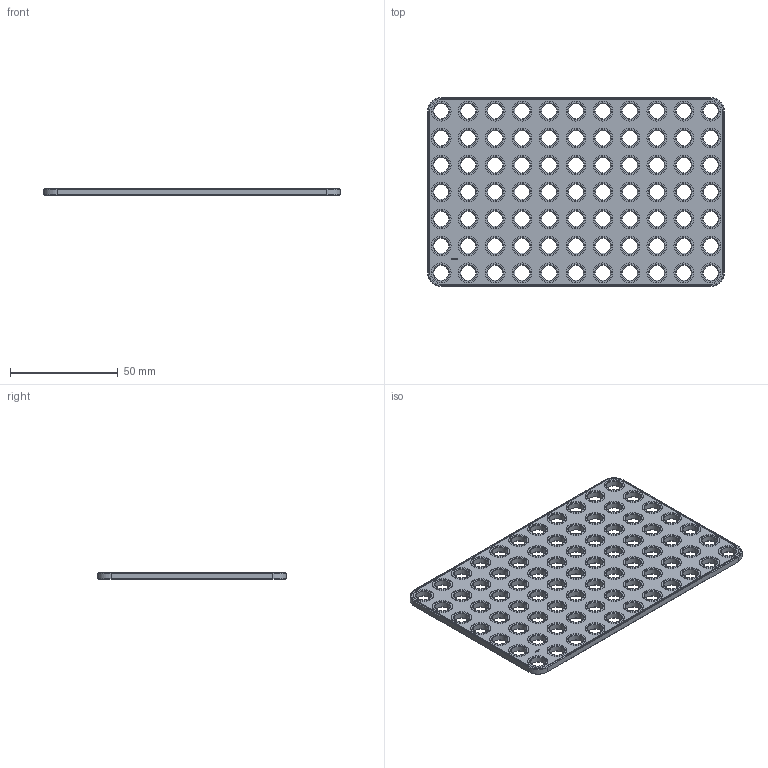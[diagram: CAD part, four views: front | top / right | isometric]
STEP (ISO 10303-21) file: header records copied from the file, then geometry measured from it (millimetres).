
FILE_DESCRIPTION(('FreeCAD Model'),'2;1');
FILE_NAME('Open CASCADE Shape Model','2024-10-08T18:21:46',(''),(''), 'Open CASCADE STEP processor 7.7','FreeCAD','Unknown');
FILE_SCHEMA(('AUTOMOTIVE_DESIGN { 1 0 10303 214 1 1 1 1 }'));
Length unit declared in the file: millimetre
Products named in the file (1): Plate RCT CRNR BU11x07x00.25 - SPN-PLT-0126 (stemfie.org)
Bounding box: 137.5 x 87.5 x 3.12 mm (x, y, z)
Volume: 26730.4 mm3; surface area: 24534.3 mm2
Topology: 1 solids, 1 shells, 871 faces, 2110 edges, 1350 vertices
Faces by surface type: plane 403, cylinder 162, cone 162, extrusion 144
Full cylindrical faces by diameter (mm): 7 x77, 9.2 x77
Entity records: 26080 total; most frequent: CARTESIAN_POINT 5508, ORIENTED_EDGE 4220, DIRECTION 3908, EDGE_CURVE 2110, VECTOR 1480, VERTEX_POINT 1350, LINE 1336, AXIS2_PLACEMENT_3D 1214
